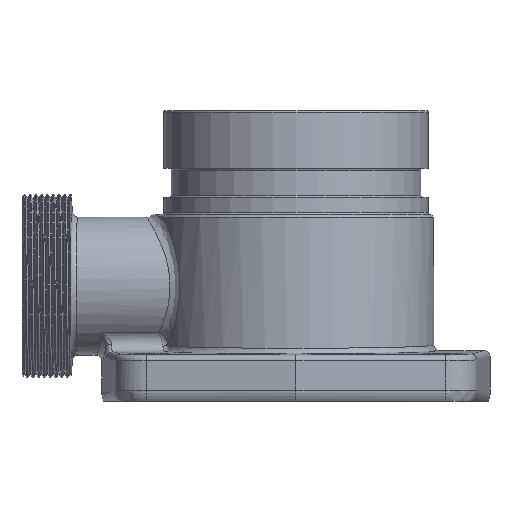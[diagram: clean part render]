
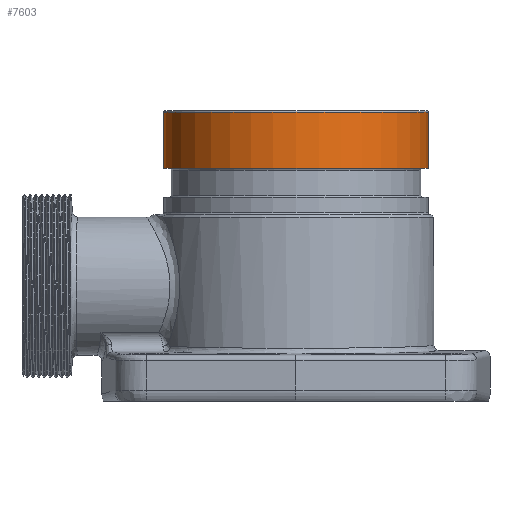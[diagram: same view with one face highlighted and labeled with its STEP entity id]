
A CAD part, left-side view. The second image highlights one B-rep face of the part: STEP entity #7603.
In plain terms, the highlighted cylindrical face has radius 36.513 mm (diameter 73.025 mm), a partial arc.
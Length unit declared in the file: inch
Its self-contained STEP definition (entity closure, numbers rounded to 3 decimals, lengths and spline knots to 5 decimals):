
#1305=CARTESIAN_POINT('',(0.,0.,2.5935));
#1306=DIRECTION('',(0.,0.,-1.));
#1307=DIRECTION('',(0.,-1.,0.));
#1308=AXIS2_PLACEMENT_3D('',#1305,#1306,#1307);
#1325=CARTESIAN_POINT('',(0.,0.,3.2035));
#1326=DIRECTION('',(0.,0.,1.));
#1327=DIRECTION('',(0.,1.,0.));
#1328=AXIS2_PLACEMENT_3D('',#1325,#1326,#1327);
#4776=DIRECTION('',(0.,0.,-1.));
#4777=VECTOR('',#4776,0.61);
#4778=CARTESIAN_POINT('',(0.,1.4375,3.2035));
#4779=LINE('',#4778,#4777);
#4780=DIRECTION('',(0.,0.,-1.));
#4781=VECTOR('',#4780,0.61);
#4782=CARTESIAN_POINT('',(0.,-1.4375,3.2035));
#4783=LINE('',#4782,#4781);
#5178=CARTESIAN_POINT('',(0.,-1.4375,2.5935));
#5179=CARTESIAN_POINT('',(0.,1.4375,2.5935));
#5180=VERTEX_POINT('',#5178);
#5181=VERTEX_POINT('',#5179);
#5322=CARTESIAN_POINT('',(0.,-1.4375,3.2035));
#5323=CARTESIAN_POINT('',(0.,1.4375,3.2035));
#5324=VERTEX_POINT('',#5322);
#5325=VERTEX_POINT('',#5323);
#7589=CARTESIAN_POINT('',(0.,0.,2.03725));
#7590=DIRECTION('',(0.,0.,1.));
#7591=DIRECTION('',(0.,1.,0.));
#7592=AXIS2_PLACEMENT_3D('',#7589,#7590,#7591);
#7593=CYLINDRICAL_SURFACE('',#7592,1.4375);
#7595=ORIENTED_EDGE('',*,*,#7594,.T.);
#7597=ORIENTED_EDGE('',*,*,#7596,.T.);
#7598=ORIENTED_EDGE('',*,*,#7578,.T.);
#7600=ORIENTED_EDGE('',*,*,#7599,.F.);
#7601=EDGE_LOOP('',(#7595,#7597,#7598,#7600));
#7602=FACE_OUTER_BOUND('',#7601,.F.);
#7603=ADVANCED_FACE('',(#7602),#7593,.T.);
#1309=CIRCLE('',#1308,1.4375);
#1329=CIRCLE('',#1328,1.4375);
#7578=EDGE_CURVE('',#5180,#5181,#1309,.T.);
#7594=EDGE_CURVE('',#5325,#5324,#1329,.T.);
#7596=EDGE_CURVE('',#5324,#5180,#4783,.T.);
#7599=EDGE_CURVE('',#5325,#5181,#4779,.T.);
